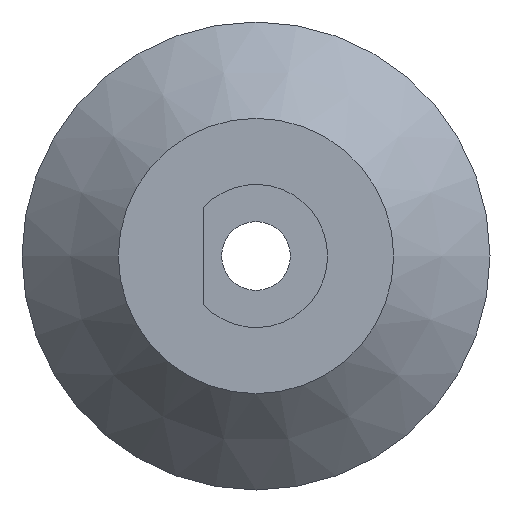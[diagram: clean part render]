
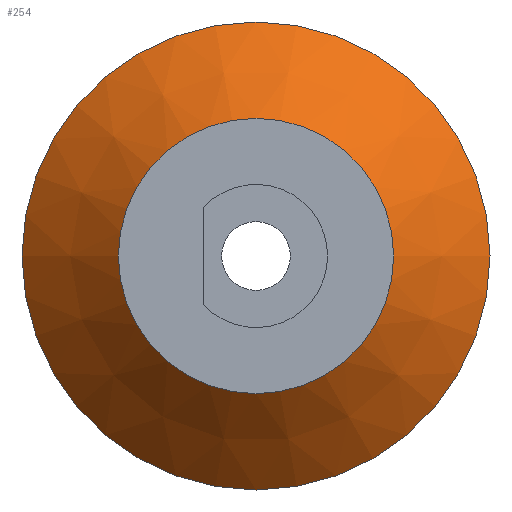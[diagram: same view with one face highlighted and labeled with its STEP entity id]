
A CAD part, left-side view. The second image highlights one B-rep face of the part: STEP entity #254.
In plain terms, the highlighted conical face has half-angle 45 degrees and reference radius 6.75 mm.
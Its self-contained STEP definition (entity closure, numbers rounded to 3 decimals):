
#24=CONICAL_SURFACE('',#295,6.75,0.785);
#26=FACE_OUTER_BOUND('',#42,.T.);
#42=EDGE_LOOP('',(#175,#176,#177,#178,#179,#180));
#62=LINE('',#434,#76);
#76=VECTOR('',#343,6.75);
#91=CIRCLE('',#296,8.5);
#92=CIRCLE('',#297,5.);
#93=CIRCLE('',#298,5.);
#94=CIRCLE('',#299,8.5);
#113=VERTEX_POINT('',#430);
#114=VERTEX_POINT('',#431);
#115=VERTEX_POINT('',#433);
#116=VERTEX_POINT('',#435);
#138=EDGE_CURVE('',#113,#114,#91,.T.);
#139=EDGE_CURVE('',#113,#115,#62,.T.);
#140=EDGE_CURVE('',#115,#116,#92,.T.);
#141=EDGE_CURVE('',#116,#115,#93,.T.);
#142=EDGE_CURVE('',#114,#113,#94,.T.);
#175=ORIENTED_EDGE('',*,*,#138,.F.);
#176=ORIENTED_EDGE('',*,*,#139,.T.);
#177=ORIENTED_EDGE('',*,*,#140,.T.);
#178=ORIENTED_EDGE('',*,*,#141,.T.);
#179=ORIENTED_EDGE('',*,*,#139,.F.);
#180=ORIENTED_EDGE('',*,*,#142,.F.);
#254=ADVANCED_FACE('',(#26),#24,.T.);
#295=AXIS2_PLACEMENT_3D('',#429,#339,#340);
#296=AXIS2_PLACEMENT_3D('',#432,#341,#342);
#297=AXIS2_PLACEMENT_3D('',#436,#344,#345);
#298=AXIS2_PLACEMENT_3D('',#437,#346,#347);
#299=AXIS2_PLACEMENT_3D('',#438,#348,#349);
#339=DIRECTION('center_axis',(1.,0.,0.));
#340=DIRECTION('ref_axis',(0.,-1.,0.));
#341=DIRECTION('center_axis',(1.,0.,0.));
#342=DIRECTION('ref_axis',(0.,0.,-1.));
#343=DIRECTION('',(-0.707,-0.707,0.));
#344=DIRECTION('center_axis',(1.,0.,0.));
#345=DIRECTION('ref_axis',(0.,-1.,0.));
#346=DIRECTION('center_axis',(1.,0.,0.));
#347=DIRECTION('ref_axis',(0.,-1.,0.));
#348=DIRECTION('center_axis',(1.,0.,0.));
#349=DIRECTION('ref_axis',(0.,0.,-1.));
#429=CARTESIAN_POINT('Origin',(18.25,0.,0.));
#430=CARTESIAN_POINT('',(20.,8.5,0.));
#431=CARTESIAN_POINT('',(20.,0.,8.5));
#432=CARTESIAN_POINT('Origin',(20.,0.,0.));
#433=CARTESIAN_POINT('',(16.5,5.,0.));
#434=CARTESIAN_POINT('',(18.25,6.75,0.));
#435=CARTESIAN_POINT('',(16.5,-5.,0.));
#436=CARTESIAN_POINT('Origin',(16.5,0.,0.));
#437=CARTESIAN_POINT('Origin',(16.5,0.,0.));
#438=CARTESIAN_POINT('Origin',(20.,0.,0.));
